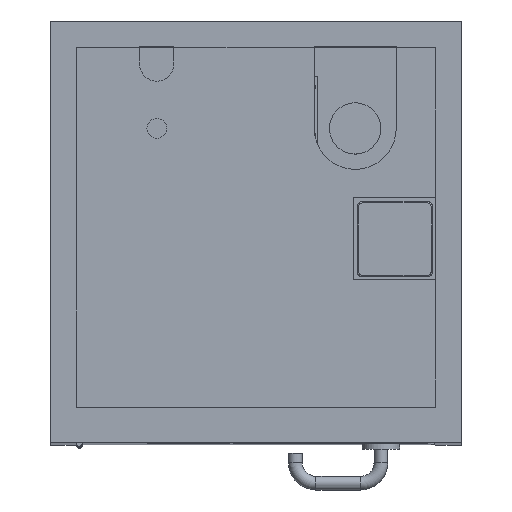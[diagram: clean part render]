
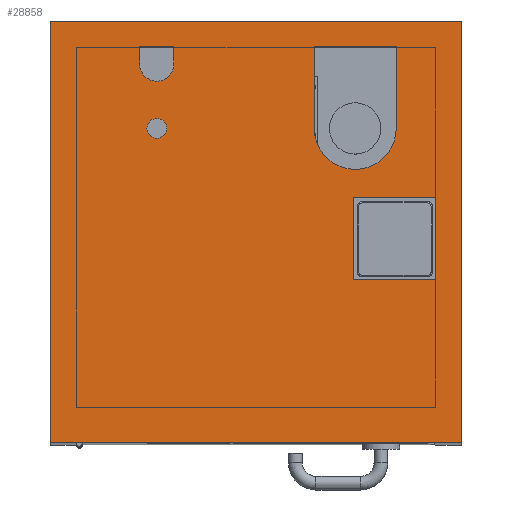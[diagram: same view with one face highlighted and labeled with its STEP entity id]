
A CAD part, top view. The second image highlights one B-rep face of the part: STEP entity #28858.
In plain terms, the highlighted planar face has unit normal (0, 0, 1).
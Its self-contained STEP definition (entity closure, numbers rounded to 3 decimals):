
#900=FACE_BOUND('',#4966,.T.);
#901=FACE_BOUND('',#4967,.T.);
#902=FACE_BOUND('',#4968,.T.);
#903=FACE_BOUND('',#4969,.T.);
#1894=PLANE('',#30422);
#3309=FACE_OUTER_BOUND('',#4965,.T.);
#4965=EDGE_LOOP('',(#24954,#24955,#24956,#24957));
#4966=EDGE_LOOP('',(#24958,#24959,#24960,#24961));
#4967=EDGE_LOOP('',(#24962,#24963,#24964,#24965));
#4968=EDGE_LOOP('',(#24966,#24967,#24968,#24969));
#4969=EDGE_LOOP('',(#24970));
#7690=LINE('',#46745,#10722);
#7761=LINE('',#46900,#10793);
#7764=LINE('',#46905,#10796);
#7769=LINE('',#46914,#10801);
#7776=LINE('',#46929,#10808);
#7780=LINE('',#46938,#10812);
#7822=LINE('',#47026,#10854);
#7824=LINE('',#47030,#10856);
#7825=LINE('',#47032,#10857);
#7830=LINE('',#47042,#10862);
#7832=LINE('',#47048,#10864);
#7862=LINE('',#47148,#10894);
#7864=LINE('',#47152,#10896);
#7866=LINE('',#47155,#10898);
#10722=VECTOR('',#35730,10.);
#10793=VECTOR('',#35865,10.);
#10796=VECTOR('',#35870,10.);
#10801=VECTOR('',#35877,10.);
#10808=VECTOR('',#35890,10.);
#10812=VECTOR('',#35896,10.);
#10854=VECTOR('',#35988,10.);
#10856=VECTOR('',#35992,10.);
#10857=VECTOR('',#35995,10.);
#10862=VECTOR('',#36004,10.);
#10864=VECTOR('',#36012,10.);
#10894=VECTOR('',#36134,10.);
#10896=VECTOR('',#36138,10.);
#10898=VECTOR('',#36142,10.);
#11527=CIRCLE('',#30339,60.);
#11530=CIRCLE('',#30372,25.);
#11531=CIRCLE('',#30375,14.5);
#13791=VERTEX_POINT('',#46742);
#13792=VERTEX_POINT('',#46744);
#13843=VERTEX_POINT('',#46897);
#13844=VERTEX_POINT('',#46899);
#13845=VERTEX_POINT('',#46903);
#13847=VERTEX_POINT('',#46911);
#13848=VERTEX_POINT('',#46913);
#13850=VERTEX_POINT('',#46919);
#13853=VERTEX_POINT('',#46927);
#13856=VERTEX_POINT('',#46935);
#13857=VERTEX_POINT('',#46937);
#13879=VERTEX_POINT('',#47028);
#13882=VERTEX_POINT('',#47040);
#13883=VERTEX_POINT('',#47044);
#13884=VERTEX_POINT('',#47051);
#13907=VERTEX_POINT('',#47147);
#13908=VERTEX_POINT('',#47151);
#17444=EDGE_CURVE('',#13792,#13791,#7690,.T.);
#17522=EDGE_CURVE('',#13844,#13843,#7761,.T.);
#17525=EDGE_CURVE('',#13843,#13845,#7764,.T.);
#17530=EDGE_CURVE('',#13848,#13847,#7769,.T.);
#17534=EDGE_CURVE('',#13847,#13850,#11527,.T.);
#17538=EDGE_CURVE('',#13850,#13853,#7776,.T.);
#17542=EDGE_CURVE('',#13857,#13856,#7780,.T.);
#17586=EDGE_CURVE('',#13853,#13848,#7822,.T.);
#17588=EDGE_CURVE('',#13845,#13879,#7824,.T.);
#17589=EDGE_CURVE('',#13879,#13844,#7825,.T.);
#17594=EDGE_CURVE('',#13856,#13882,#7830,.T.);
#17595=EDGE_CURVE('',#13883,#13857,#11530,.T.);
#17597=EDGE_CURVE('',#13882,#13883,#7832,.T.);
#17599=EDGE_CURVE('',#13884,#13884,#11531,.T.);
#17644=EDGE_CURVE('',#13907,#13792,#7862,.T.);
#17646=EDGE_CURVE('',#13908,#13907,#7864,.T.);
#17648=EDGE_CURVE('',#13791,#13908,#7866,.T.);
#24954=ORIENTED_EDGE('',*,*,#17444,.T.);
#24955=ORIENTED_EDGE('',*,*,#17648,.T.);
#24956=ORIENTED_EDGE('',*,*,#17646,.T.);
#24957=ORIENTED_EDGE('',*,*,#17644,.T.);
#24958=ORIENTED_EDGE('',*,*,#17534,.T.);
#24959=ORIENTED_EDGE('',*,*,#17538,.T.);
#24960=ORIENTED_EDGE('',*,*,#17586,.T.);
#24961=ORIENTED_EDGE('',*,*,#17530,.T.);
#24962=ORIENTED_EDGE('',*,*,#17525,.T.);
#24963=ORIENTED_EDGE('',*,*,#17588,.T.);
#24964=ORIENTED_EDGE('',*,*,#17589,.T.);
#24965=ORIENTED_EDGE('',*,*,#17522,.T.);
#24966=ORIENTED_EDGE('',*,*,#17594,.T.);
#24967=ORIENTED_EDGE('',*,*,#17597,.T.);
#24968=ORIENTED_EDGE('',*,*,#17595,.T.);
#24969=ORIENTED_EDGE('',*,*,#17542,.T.);
#24970=ORIENTED_EDGE('',*,*,#17599,.T.);
#28858=ADVANCED_FACE('',(#3309,#900,#901,#902,#903),#1894,.T.);
#30339=AXIS2_PLACEMENT_3D('',#46921,#35883,#35884);
#30372=AXIS2_PLACEMENT_3D('',#47045,#36007,#36008);
#30375=AXIS2_PLACEMENT_3D('',#47052,#36016,#36017);
#30422=AXIS2_PLACEMENT_3D('',#47156,#36143,#36144);
#35730=DIRECTION('',(1.,0.,0.));
#35865=DIRECTION('',(1.,0.,0.));
#35870=DIRECTION('',(0.,-1.,0.));
#35877=DIRECTION('',(0.,-1.,0.));
#35883=DIRECTION('center_axis',(0.,0.,-1.));
#35884=DIRECTION('ref_axis',(-1.,0.,0.));
#35890=DIRECTION('',(0.,1.,0.));
#35896=DIRECTION('',(0.,1.,0.));
#35988=DIRECTION('',(1.,0.,0.));
#35992=DIRECTION('',(-1.,0.,0.));
#35995=DIRECTION('',(0.,1.,0.));
#36004=DIRECTION('',(1.,0.,0.));
#36007=DIRECTION('center_axis',(0.,0.,-1.));
#36008=DIRECTION('ref_axis',(1.,0.,0.));
#36012=DIRECTION('',(0.,-1.,0.));
#36016=DIRECTION('center_axis',(0.,0.,-1.));
#36017=DIRECTION('ref_axis',(-1.,0.,0.));
#36134=DIRECTION('',(0.,-1.,0.));
#36138=DIRECTION('',(-1.,0.,0.));
#36142=DIRECTION('',(0.,1.,0.));
#36143=DIRECTION('center_axis',(0.,0.,1.));
#36144=DIRECTION('ref_axis',(1.,0.,0.));
#46742=CARTESIAN_POINT('',(299.88,-307.5,974.185));
#46744=CARTESIAN_POINT('',(-299.88,-307.5,974.185));
#46745=CARTESIAN_POINT('',(-299.88,-307.5,974.185));
#46897=CARTESIAN_POINT('',(263.,50.98,974.185));
#46899=CARTESIAN_POINT('',(143.,50.98,974.185));
#46900=CARTESIAN_POINT('',(71.5,50.98,974.185));
#46903=CARTESIAN_POINT('',(263.,-69.02,974.185));
#46905=CARTESIAN_POINT('',(263.,25.49,974.185));
#46911=CARTESIAN_POINT('',(205.,151.98,974.185));
#46913=CARTESIAN_POINT('',(205.,271.5,974.185));
#46914=CARTESIAN_POINT('',(205.,135.75,974.185));
#46919=CARTESIAN_POINT('',(85.,151.98,974.185));
#46921=CARTESIAN_POINT('Origin',(145.,151.98,974.185));
#46927=CARTESIAN_POINT('',(85.,271.5,974.185));
#46929=CARTESIAN_POINT('',(85.,75.99,974.185));
#46935=CARTESIAN_POINT('',(-170.,271.5,974.185));
#46937=CARTESIAN_POINT('',(-170.,246.,974.185));
#46938=CARTESIAN_POINT('',(-170.,123.,974.185));
#47026=CARTESIAN_POINT('',(42.5,271.5,974.185));
#47028=CARTESIAN_POINT('',(143.,-69.02,974.185));
#47030=CARTESIAN_POINT('',(131.5,-69.02,974.185));
#47032=CARTESIAN_POINT('',(143.,-34.51,974.185));
#47040=CARTESIAN_POINT('',(-120.,271.5,974.185));
#47042=CARTESIAN_POINT('',(-85.,271.5,974.185));
#47044=CARTESIAN_POINT('',(-120.,246.,974.185));
#47045=CARTESIAN_POINT('Origin',(-145.,246.,974.185));
#47048=CARTESIAN_POINT('',(-120.,135.75,974.185));
#47051=CARTESIAN_POINT('',(-130.5,151.98,974.185));
#47052=CARTESIAN_POINT('Origin',(-145.,151.98,974.185));
#47147=CARTESIAN_POINT('',(-299.88,307.5,974.185));
#47148=CARTESIAN_POINT('',(-299.88,307.5,974.185));
#47151=CARTESIAN_POINT('',(299.88,307.5,974.185));
#47152=CARTESIAN_POINT('',(299.88,307.5,974.185));
#47155=CARTESIAN_POINT('',(299.88,-307.5,974.185));
#47156=CARTESIAN_POINT('Origin',(0.,0.,
974.185));
